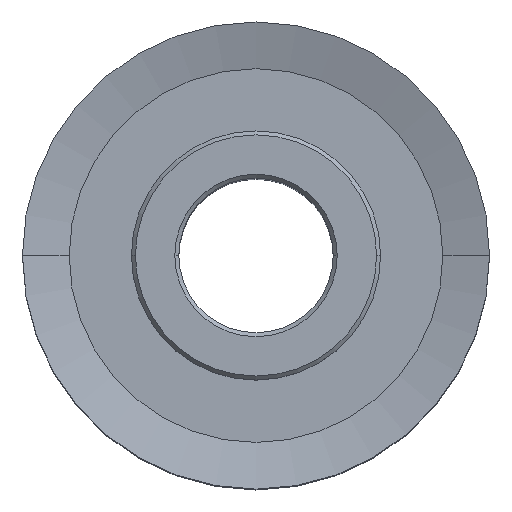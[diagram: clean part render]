
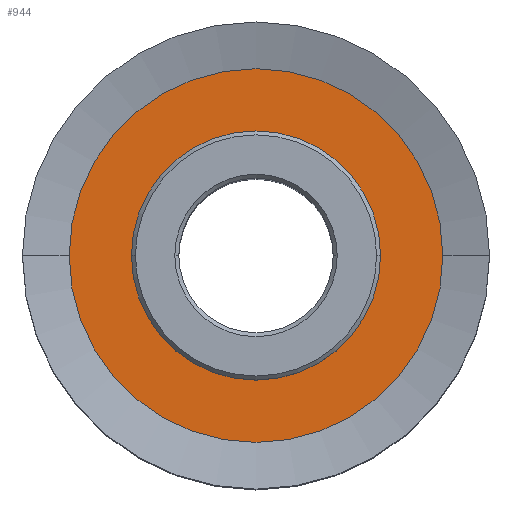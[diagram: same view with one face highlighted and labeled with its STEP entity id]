
A CAD part, top view. The second image highlights one B-rep face of the part: STEP entity #944.
In plain terms, the highlighted planar face has unit normal (0, 0, 1).
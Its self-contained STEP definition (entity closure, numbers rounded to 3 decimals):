
#235 = EDGE_CURVE ( 'NONE', #2907, #3118, #660, .T. ) ;
#295 = CARTESIAN_POINT ( 'NONE',  ( -4., 0., 7.75 ) ) ;
#312 = DIRECTION ( 'NONE',  ( 1., 0., 0. ) ) ;
#324 = DIRECTION ( 'NONE',  ( 1., 0., 0. ) ) ;
#514 = PLANE ( 'NONE',  #2432 ) ;
#660 = CIRCLE ( 'NONE', #1848, 4. ) ;
#687 = CIRCLE ( 'NONE', #1674, 4. ) ;
#699 = DIRECTION ( 'NONE',  ( 1., 0., 0. ) ) ;
#847 = CARTESIAN_POINT ( 'NONE',  ( 0., 0., 7.75 ) ) ;
#863 = CARTESIAN_POINT ( 'NONE',  ( 0., 0., 7.75 ) ) ;
#944 = ADVANCED_FACE ( 'NONE', ( #2663, #1263 ), #514, .F. ) ;
#964 = CIRCLE ( 'NONE', #1044, 6. ) ;
#971 = CARTESIAN_POINT ( 'NONE',  ( 0., 0., 7.75 ) ) ;
#991 = ORIENTED_EDGE ( 'NONE', *, *, #1624, .F. ) ;
#1020 = DIRECTION ( 'NONE',  ( 0., 0., 1. ) ) ;
#1021 = CARTESIAN_POINT ( 'NONE',  ( 4., 0., 7.75 ) ) ;
#1044 = AXIS2_PLACEMENT_3D ( 'NONE', #847, #1911, #324 ) ;
#1048 = DIRECTION ( 'NONE',  ( 1., 0., 0. ) ) ;
#1125 = AXIS2_PLACEMENT_3D ( 'NONE', #2063, #2626, #1048 ) ;
#1205 = CIRCLE ( 'NONE', #1125, 6. ) ;
#1263 = FACE_OUTER_BOUND ( 'NONE', #2035, .T. ) ;
#1550 = ORIENTED_EDGE ( 'NONE', *, *, #3385, .T. ) ;
#1624 = EDGE_CURVE ( 'NONE', #3118, #2907, #687, .T. ) ;
#1647 = DIRECTION ( 'NONE',  ( 0., 0., 1. ) ) ;
#1674 = AXIS2_PLACEMENT_3D ( 'NONE', #863, #1647, #312 ) ;
#1690 = EDGE_LOOP ( 'NONE', ( #991, #2628 ) ) ;
#1828 = DIRECTION ( 'NONE',  ( 0., 0., -1. ) ) ;
#1848 = AXIS2_PLACEMENT_3D ( 'NONE', #971, #1020, #699 ) ;
#1911 = DIRECTION ( 'NONE',  ( 0., 0., 1. ) ) ;
#2009 = VERTEX_POINT ( 'NONE', #3214 ) ;
#2035 = EDGE_LOOP ( 'NONE', ( #2279, #1550 ) ) ;
#2063 = CARTESIAN_POINT ( 'NONE',  ( 0., 0., 7.75 ) ) ;
#2083 = CARTESIAN_POINT ( 'NONE',  ( -6., 0., 7.75 ) ) ;
#2279 = ORIENTED_EDGE ( 'NONE', *, *, #2425, .T. ) ;
#2375 = CARTESIAN_POINT ( 'NONE',  ( 0., 4., 7.75 ) ) ;
#2425 = EDGE_CURVE ( 'NONE', #2009, #3174, #1205, .T. ) ;
#2432 = AXIS2_PLACEMENT_3D ( 'NONE', #2375, #1828, #2865 ) ;
#2626 = DIRECTION ( 'NONE',  ( 0., 0., 1. ) ) ;
#2628 = ORIENTED_EDGE ( 'NONE', *, *, #235, .F. ) ;
#2663 = FACE_BOUND ( 'NONE', #1690, .T. ) ;
#2865 = DIRECTION ( 'NONE',  ( -1., 0., 0. ) ) ;
#2907 = VERTEX_POINT ( 'NONE', #295 ) ;
#3118 = VERTEX_POINT ( 'NONE', #1021 ) ;
#3174 = VERTEX_POINT ( 'NONE', #2083 ) ;
#3214 = CARTESIAN_POINT ( 'NONE',  ( 6., 0., 7.75 ) ) ;
#3385 = EDGE_CURVE ( 'NONE', #3174, #2009, #964, .T. ) ;
